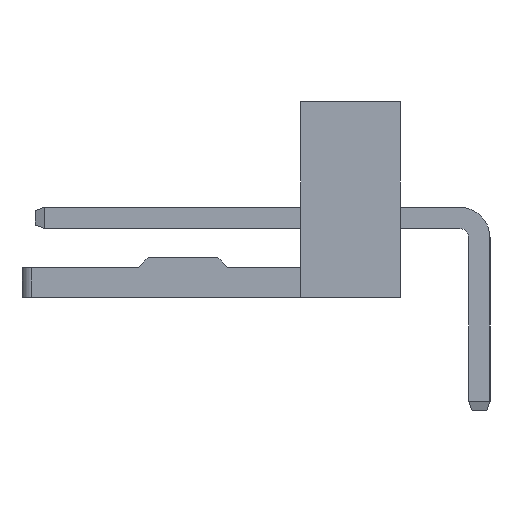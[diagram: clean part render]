
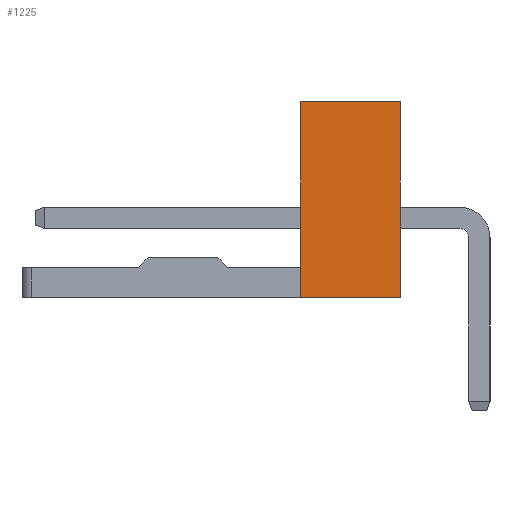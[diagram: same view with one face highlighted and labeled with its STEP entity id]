
A CAD part, left-side view. The second image highlights one B-rep face of the part: STEP entity #1225.
In plain terms, the highlighted planar face has unit normal (-1, 0, 0).
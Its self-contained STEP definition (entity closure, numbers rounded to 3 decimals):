
#196 = CARTESIAN_POINT ( 'NONE',  ( -1.27, 2.38, 0. ) ) ;
#346 = CARTESIAN_POINT ( 'NONE',  ( -1.27, 2.38, 0. ) ) ;
#383 = DIRECTION ( 'NONE',  ( 0., 0., -1. ) ) ;
#389 = VECTOR ( 'NONE', #3296, 1000. ) ;
#790 = LINE ( 'NONE', #346, #389 ) ;
#1225 = ADVANCED_FACE ( 'NONE', ( #2280 ), #1454, .T. ) ;
#1280 = CARTESIAN_POINT ( 'NONE',  ( -1.27, 2.38, 5.9 ) ) ;
#1454 = PLANE ( 'NONE',  #1893 ) ;
#1503 = CARTESIAN_POINT ( 'NONE',  ( -1.27, 5.38, 5.9 ) ) ;
#1893 = AXIS2_PLACEMENT_3D ( 'NONE', #196, #15842, #3955 ) ;
#2280 = FACE_OUTER_BOUND ( 'NONE', #2936, .T. ) ;
#2341 = VERTEX_POINT ( 'NONE', #3599 ) ;
#2459 = EDGE_CURVE ( 'NONE', #11308, #15177, #16455, .T. ) ;
#2526 = CARTESIAN_POINT ( 'NONE',  ( -1.27, 2.38, 5.9 ) ) ;
#2936 = EDGE_LOOP ( 'NONE', ( #10328, #5000, #3794, #9610 ) ) ;
#3296 = DIRECTION ( 'NONE',  ( 0., 1., 0. ) ) ;
#3599 = CARTESIAN_POINT ( 'NONE',  ( -1.27, 2.38, 0. ) ) ;
#3794 = ORIENTED_EDGE ( 'NONE', *, *, #6749, .T. ) ;
#3955 = DIRECTION ( 'NONE',  ( 0., 0., 1. ) ) ;
#4273 = VERTEX_POINT ( 'NONE', #4782 ) ;
#4782 = CARTESIAN_POINT ( 'NONE',  ( -1.27, 5.38, 0. ) ) ;
#5000 = ORIENTED_EDGE ( 'NONE', *, *, #6654, .F. ) ;
#6068 = VECTOR ( 'NONE', #16227, 1000. ) ;
#6654 = EDGE_CURVE ( 'NONE', #2341, #4273, #790, .T. ) ;
#6749 = EDGE_CURVE ( 'NONE', #2341, #11308, #15390, .T. ) ;
#7248 = VECTOR ( 'NONE', #383, 1000. ) ;
#9610 = ORIENTED_EDGE ( 'NONE', *, *, #2459, .T. ) ;
#10328 = ORIENTED_EDGE ( 'NONE', *, *, #14638, .T. ) ;
#11017 = VECTOR ( 'NONE', #13135, 1000. ) ;
#11308 = VERTEX_POINT ( 'NONE', #2526 ) ;
#12021 = CARTESIAN_POINT ( 'NONE',  ( -1.27, 5.38, 0. ) ) ;
#13135 = DIRECTION ( 'NONE',  ( 0., 1., 0. ) ) ;
#13605 = CARTESIAN_POINT ( 'NONE',  ( -1.27, 2.38, 0. ) ) ;
#14638 = EDGE_CURVE ( 'NONE', #15177, #4273, #16180, .T. ) ;
#15177 = VERTEX_POINT ( 'NONE', #1503 ) ;
#15390 = LINE ( 'NONE', #13605, #6068 ) ;
#15842 = DIRECTION ( 'NONE',  ( -1., 0., 0. ) ) ;
#16180 = LINE ( 'NONE', #12021, #7248 ) ;
#16227 = DIRECTION ( 'NONE',  ( 0., 0., 1. ) ) ;
#16455 = LINE ( 'NONE', #1280, #11017 ) ;
